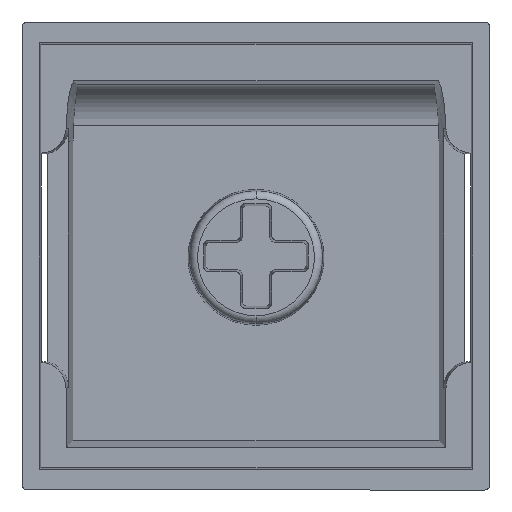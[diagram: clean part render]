
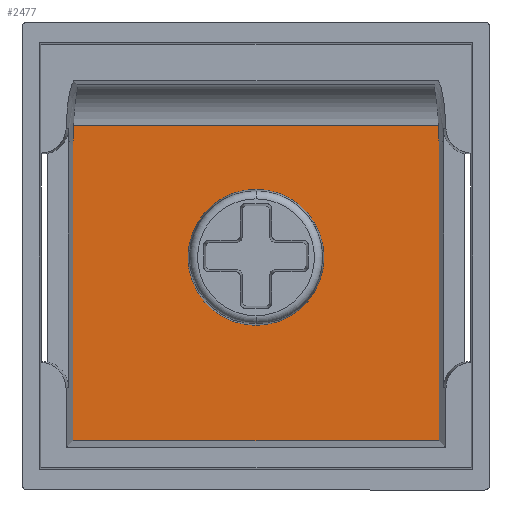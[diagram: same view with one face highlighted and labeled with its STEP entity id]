
A CAD part, front view. The second image highlights one B-rep face of the part: STEP entity #2477.
In plain terms, the highlighted planar face has unit normal (0, -1, 0).
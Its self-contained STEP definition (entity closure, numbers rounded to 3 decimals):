
#2 = DIRECTION ( 'NONE',  ( 0., -1., 0. ) ) ;
#6 = DIRECTION ( 'NONE',  ( 0., 0., -1. ) ) ;
#8 = CARTESIAN_POINT ( 'NONE',  ( 6.988, 4.7, 4.95 ) ) ;
#39 = DIRECTION ( 'NONE',  ( 0., 0., -1. ) ) ;
#90 = EDGE_CURVE ( 'NONE', #354, #1647, #1689, .T. ) ;
#166 = CARTESIAN_POINT ( 'NONE',  ( -6.985, 4.7, 5. ) ) ;
#182 = CARTESIAN_POINT ( 'NONE',  ( -7.004, 4.7, 4.235 ) ) ;
#272 = ORIENTED_EDGE ( 'NONE', *, *, #90, .F. ) ;
#319 = DIRECTION ( 'NONE',  ( 0., -1., 0. ) ) ;
#345 = VECTOR ( 'NONE', #2807, 1000. ) ;
#354 = VERTEX_POINT ( 'NONE', #2734 ) ;
#422 = DIRECTION ( 'NONE',  ( 0., 0., 1. ) ) ;
#432 = EDGE_CURVE ( 'NONE', #1665, #354, #3125, .T. ) ;
#559 = CARTESIAN_POINT ( 'NONE',  ( 6.986, 4.7, 4.986 ) ) ;
#732 = VECTOR ( 'NONE', #1171, 1000. ) ;
#755 = CARTESIAN_POINT ( 'NONE',  ( 0., 4.7, 56.187 ) ) ;
#822 = EDGE_CURVE ( 'NONE', #2325, #2613, #1650, .T. ) ;
#825 = CARTESIAN_POINT ( 'NONE',  ( 7.004, 4.7, 4.34 ) ) ;
#865 = B_SPLINE_CURVE_WITH_KNOTS ( 'NONE', 3,
 ( #3265, #1613, #559, #1085, #8, #2968, #1663, #1886, #2433, #1106, #2151, #825, #1364 ),
 .UNSPECIFIED., .F., .F.,
 ( 4, 3, 3, 3, 4 ),
 ( 0., 0., 0., 0., 0.001 ),
 .UNSPECIFIED. ) ;
#944 = ORIENTED_EDGE ( 'NONE', *, *, #1805, .F. ) ;
#960 = LINE ( 'NONE', #1489, #3197 ) ;
#995 = CARTESIAN_POINT ( 'NONE',  ( 7.004, 4.7, 4.235 ) ) ;
#1072 = AXIS2_PLACEMENT_3D ( 'NONE', #755, #1223, #2565 ) ;
#1085 = CARTESIAN_POINT ( 'NONE',  ( 6.986, 4.7, 4.978 ) ) ;
#1103 = ORIENTED_EDGE ( 'NONE', *, *, #2685, .F. ) ;
#1106 = CARTESIAN_POINT ( 'NONE',  ( 7.001, 4.7, 4.55 ) ) ;
#1122 = CARTESIAN_POINT ( 'NONE',  ( -6.985, 4.7, 5. ) ) ;
#1143 = CARTESIAN_POINT ( 'NONE',  ( 0., 4.7, -0.05 ) ) ;
#1171 = DIRECTION ( 'NONE',  ( -1., 0., 0. ) ) ;
#1223 = DIRECTION ( 'NONE',  ( 0., -1., 0. ) ) ;
#1274 = ORIENTED_EDGE ( 'NONE', *, *, #822, .F. ) ;
#1329 = CARTESIAN_POINT ( 'NONE',  ( 6.985, 4.7, 5. ) ) ;
#1364 = CARTESIAN_POINT ( 'NONE',  ( 7.004, 4.7, 4.235 ) ) ;
#1460 = FACE_OUTER_BOUND ( 'NONE', #2491, .T. ) ;
#1489 = CARTESIAN_POINT ( 'NONE',  ( -7.004, 4.7, 56.187 ) ) ;
#1613 = CARTESIAN_POINT ( 'NONE',  ( 6.985, 4.7, 4.993 ) ) ;
#1647 = VERTEX_POINT ( 'NONE', #1715 ) ;
#1650 = B_SPLINE_CURVE_WITH_KNOTS ( 'NONE', 3,
 ( #182, #3120, #2880, #166 ),
 .UNSPECIFIED., .F., .F.,
 ( 4, 4 ),
 ( 0., 0.001 ),
 .UNSPECIFIED. ) ;
#1660 = VERTEX_POINT ( 'NONE', #2256 ) ;
#1663 = CARTESIAN_POINT ( 'NONE',  ( 6.99, 4.7, 4.893 ) ) ;
#1665 = VERTEX_POINT ( 'NONE', #995 ) ;
#1689 = LINE ( 'NONE', #1982, #732 ) ;
#1700 = ORIENTED_EDGE ( 'NONE', *, *, #1798, .F. ) ;
#1715 = CARTESIAN_POINT ( 'NONE',  ( -7.004, 4.7, -7.067 ) ) ;
#1740 = CARTESIAN_POINT ( 'NONE',  ( 7.004, 4.7, 56.187 ) ) ;
#1748 = VERTEX_POINT ( 'NONE', #3405 ) ;
#1798 = EDGE_CURVE ( 'NONE', #1748, #1660, #2431, .T. ) ;
#1805 = EDGE_CURVE ( 'NONE', #1660, #1748, #3314, .T. ) ;
#1886 = CARTESIAN_POINT ( 'NONE',  ( 6.996, 4.7, 4.779 ) ) ;
#1982 = CARTESIAN_POINT ( 'NONE',  ( -7.267, 4.7, -7.067 ) ) ;
#2012 = CARTESIAN_POINT ( 'NONE',  ( -7.004, 4.7, 4.235 ) ) ;
#2015 = CARTESIAN_POINT ( 'NONE',  ( 0., 4.7, 5. ) ) ;
#2151 = CARTESIAN_POINT ( 'NONE',  ( 7.004, 4.7, 4.445 ) ) ;
#2208 = EDGE_LOOP ( 'NONE', ( #944, #1700 ) ) ;
#2223 = FACE_BOUND ( 'NONE', #2208, .T. ) ;
#2256 = CARTESIAN_POINT ( 'NONE',  ( 0., 4.7, -2.65 ) ) ;
#2325 = VERTEX_POINT ( 'NONE', #2012 ) ;
#2431 = CIRCLE ( 'NONE', #3146, 2.6 ) ;
#2433 = CARTESIAN_POINT ( 'NONE',  ( 6.999, 4.7, 4.664 ) ) ;
#2477 = ADVANCED_FACE ( 'NONE', ( #2223, #1460 ), #3403, .T. ) ;
#2491 = EDGE_LOOP ( 'NONE', ( #1274, #2625, #272, #2532, #2701, #1103 ) ) ;
#2532 = ORIENTED_EDGE ( 'NONE', *, *, #432, .F. ) ;
#2565 = DIRECTION ( 'NONE',  ( 0., 0., -1. ) ) ;
#2613 = VERTEX_POINT ( 'NONE', #1122 ) ;
#2625 = ORIENTED_EDGE ( 'NONE', *, *, #3232, .F. ) ;
#2685 = EDGE_CURVE ( 'NONE', #2613, #3055, #3027, .T. ) ;
#2701 = ORIENTED_EDGE ( 'NONE', *, *, #3127, .F. ) ;
#2734 = CARTESIAN_POINT ( 'NONE',  ( 7.004, 4.7, -7.067 ) ) ;
#2768 = AXIS2_PLACEMENT_3D ( 'NONE', #1143, #319, #39 ) ;
#2807 = DIRECTION ( 'NONE',  ( 0., 0., -1. ) ) ;
#2880 = CARTESIAN_POINT ( 'NONE',  ( -6.999, 4.7, 4.745 ) ) ;
#2935 = CARTESIAN_POINT ( 'NONE',  ( 0., 4.7, -0.05 ) ) ;
#2968 = CARTESIAN_POINT ( 'NONE',  ( 6.989, 4.7, 4.921 ) ) ;
#3027 = LINE ( 'NONE', #2015, #3440 ) ;
#3055 = VERTEX_POINT ( 'NONE', #1329 ) ;
#3120 = CARTESIAN_POINT ( 'NONE',  ( -7.004, 4.7, 4.49 ) ) ;
#3125 = LINE ( 'NONE', #1740, #345 ) ;
#3127 = EDGE_CURVE ( 'NONE', #3055, #1665, #865, .T. ) ;
#3146 = AXIS2_PLACEMENT_3D ( 'NONE', #2935, #2, #6 ) ;
#3197 = VECTOR ( 'NONE', #422, 1000. ) ;
#3232 = EDGE_CURVE ( 'NONE', #1647, #2325, #960, .T. ) ;
#3265 = CARTESIAN_POINT ( 'NONE',  ( 6.985, 4.7, 5. ) ) ;
#3314 = CIRCLE ( 'NONE', #2768, 2.6 ) ;
#3332 = DIRECTION ( 'NONE',  ( 1., 0., 0. ) ) ;
#3403 = PLANE ( 'NONE',  #1072 ) ;
#3405 = CARTESIAN_POINT ( 'NONE',  ( 0., 4.7, 2.55 ) ) ;
#3440 = VECTOR ( 'NONE', #3332, 1000. ) ;
